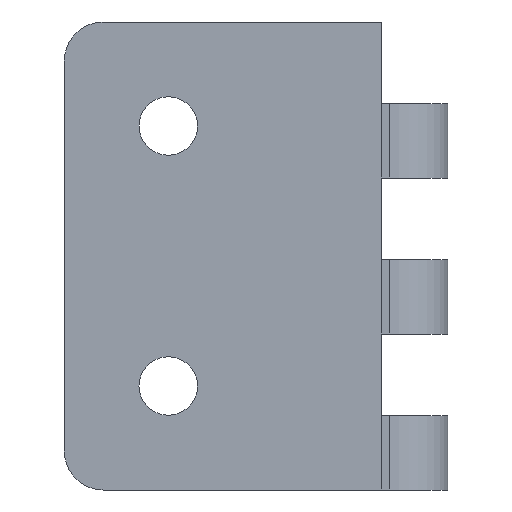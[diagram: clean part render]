
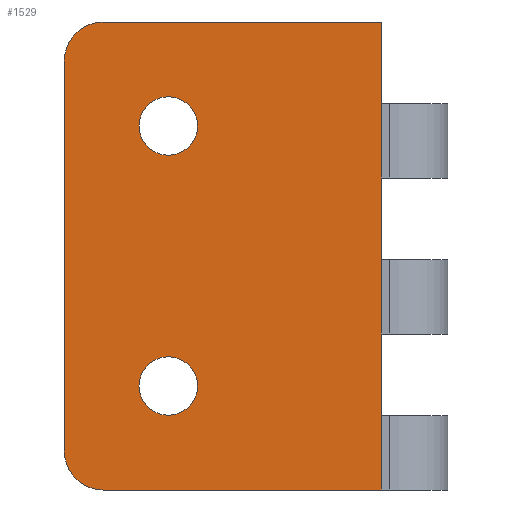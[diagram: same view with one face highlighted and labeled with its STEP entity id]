
A CAD part, front view. The second image highlights one B-rep face of the part: STEP entity #1529.
In plain terms, the highlighted planar face has unit normal (0, -1, 0).
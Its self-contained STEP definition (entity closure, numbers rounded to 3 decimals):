
#18 = DIRECTION ( 'NONE',  ( 0., 0., 1. ) ) ;
#21 = FACE_BOUND ( 'NONE', #1598, .T. ) ;
#30 = VERTEX_POINT ( 'NONE', #199 ) ;
#57 = DIRECTION ( 'NONE',  ( 0., -1., 0. ) ) ;
#70 = EDGE_LOOP ( 'NONE', ( #363, #302 ) ) ;
#105 = DIRECTION ( 'NONE',  ( 1., 0., 0. ) ) ;
#131 = CARTESIAN_POINT ( 'NONE',  ( 14.4, -4., -36. ) ) ;
#170 = ORIENTED_EDGE ( 'NONE', *, *, #1471, .F. ) ;
#196 = CARTESIAN_POINT ( 'NONE',  ( -2., -4., -8. ) ) ;
#199 = CARTESIAN_POINT ( 'NONE',  ( 14.4, -4., 0. ) ) ;
#204 = LINE ( 'NONE', #1567, #1323 ) ;
#244 = CARTESIAN_POINT ( 'NONE',  ( -2., -4., -30.25 ) ) ;
#259 = ORIENTED_EDGE ( 'NONE', *, *, #662, .T. ) ;
#287 = ORIENTED_EDGE ( 'NONE', *, *, #1431, .T. ) ;
#292 = DIRECTION ( 'NONE',  ( 1., 0., 0. ) ) ;
#302 = ORIENTED_EDGE ( 'NONE', *, *, #519, .T. ) ;
#335 = CIRCLE ( 'NONE', #1449, 2.25 ) ;
#345 = ORIENTED_EDGE ( 'NONE', *, *, #1350, .T. ) ;
#362 = CARTESIAN_POINT ( 'NONE',  ( -10., -4., -36. ) ) ;
#363 = ORIENTED_EDGE ( 'NONE', *, *, #806, .T. ) ;
#374 = DIRECTION ( 'NONE',  ( 0., -1., 0. ) ) ;
#402 = VERTEX_POINT ( 'NONE', #1375 ) ;
#404 = DIRECTION ( 'NONE',  ( 0., -1., 0. ) ) ;
#409 = FACE_OUTER_BOUND ( 'NONE', #776, .T. ) ;
#434 = CARTESIAN_POINT ( 'NONE',  ( -2., -4., -8. ) ) ;
#462 = AXIS2_PLACEMENT_3D ( 'NONE', #1149, #404, #292 ) ;
#479 = ORIENTED_EDGE ( 'NONE', *, *, #701, .T. ) ;
#491 = DIRECTION ( 'NONE',  ( 0., 0., 1. ) ) ;
#519 = EDGE_CURVE ( 'NONE', #1368, #801, #1065, .T. ) ;
#542 = CARTESIAN_POINT ( 'NONE',  ( -10., -4., -33. ) ) ;
#558 = VERTEX_POINT ( 'NONE', #1278 ) ;
#586 = LINE ( 'NONE', #1524, #1234 ) ;
#611 = DIRECTION ( 'NONE',  ( 0., 1., 0. ) ) ;
#640 = FACE_BOUND ( 'NONE', #70, .T. ) ;
#643 = CIRCLE ( 'NONE', #875, 3. ) ;
#662 = EDGE_CURVE ( 'NONE', #402, #1011, #204, .T. ) ;
#672 = PLANE ( 'NONE',  #793 ) ;
#701 = EDGE_CURVE ( 'NONE', #1525, #712, #335, .T. ) ;
#707 = CARTESIAN_POINT ( 'NONE',  ( -10., -4., -3. ) ) ;
#712 = VERTEX_POINT ( 'NONE', #1058 ) ;
#766 = VECTOR ( 'NONE', #862, 1000. ) ;
#776 = EDGE_LOOP ( 'NONE', ( #790, #287, #259, #345, #170, #1464 ) ) ;
#787 = ORIENTED_EDGE ( 'NONE', *, *, #1150, .T. ) ;
#788 = DIRECTION ( 'NONE',  ( 0., 0., 1. ) ) ;
#790 = ORIENTED_EDGE ( 'NONE', *, *, #843, .F. ) ;
#792 = CARTESIAN_POINT ( 'NONE',  ( -2., -4., -28. ) ) ;
#793 = AXIS2_PLACEMENT_3D ( 'NONE', #1178, #57, #1421 ) ;
#801 = VERTEX_POINT ( 'NONE', #1476 ) ;
#806 = EDGE_CURVE ( 'NONE', #801, #1368, #1148, .T. ) ;
#826 = EDGE_CURVE ( 'NONE', #558, #1107, #643, .T. ) ;
#843 = EDGE_CURVE ( 'NONE', #1522, #1107, #980, .T. ) ;
#846 = VECTOR ( 'NONE', #18, 1000. ) ;
#850 = CARTESIAN_POINT ( 'NONE',  ( -2., -4., -28. ) ) ;
#862 = DIRECTION ( 'NONE',  ( 0., 0., 1. ) ) ;
#875 = AXIS2_PLACEMENT_3D ( 'NONE', #1112, #374, #1597 ) ;
#903 = DIRECTION ( 'NONE',  ( 0., 1., 0. ) ) ;
#937 = DIRECTION ( 'NONE',  ( 0., 0., 1. ) ) ;
#980 = LINE ( 'NONE', #362, #766 ) ;
#998 = CIRCLE ( 'NONE', #1573, 2.25 ) ;
#1011 = VERTEX_POINT ( 'NONE', #1166 ) ;
#1048 = DIRECTION ( 'NONE',  ( 0., 1., 0. ) ) ;
#1058 = CARTESIAN_POINT ( 'NONE',  ( -2., -4., -10.25 ) ) ;
#1065 = CIRCLE ( 'NONE', #1414, 2.25 ) ;
#1107 = VERTEX_POINT ( 'NONE', #707 ) ;
#1112 = CARTESIAN_POINT ( 'NONE',  ( -7., -4., -3. ) ) ;
#1113 = AXIS2_PLACEMENT_3D ( 'NONE', #850, #611, #491 ) ;
#1131 = DIRECTION ( 'NONE',  ( 1., 0., 0. ) ) ;
#1148 = CIRCLE ( 'NONE', #1113, 2.25 ) ;
#1149 = CARTESIAN_POINT ( 'NONE',  ( -7., -4., -33. ) ) ;
#1150 = EDGE_CURVE ( 'NONE', #712, #1525, #998, .T. ) ;
#1166 = CARTESIAN_POINT ( 'NONE',  ( 14.4, -4., -36. ) ) ;
#1178 = CARTESIAN_POINT ( 'NONE',  ( -10., -4., -36. ) ) ;
#1186 = DIRECTION ( 'NONE',  ( 0., 0., 1. ) ) ;
#1216 = CIRCLE ( 'NONE', #462, 3. ) ;
#1234 = VECTOR ( 'NONE', #1131, 1000. ) ;
#1278 = CARTESIAN_POINT ( 'NONE',  ( -7., -4., 0. ) ) ;
#1323 = VECTOR ( 'NONE', #105, 1000. ) ;
#1350 = EDGE_CURVE ( 'NONE', #1011, #30, #1512, .T. ) ;
#1368 = VERTEX_POINT ( 'NONE', #244 ) ;
#1375 = CARTESIAN_POINT ( 'NONE',  ( -7., -4., -36. ) ) ;
#1412 = CARTESIAN_POINT ( 'NONE',  ( -2., -4., -5.75 ) ) ;
#1414 = AXIS2_PLACEMENT_3D ( 'NONE', #792, #903, #788 ) ;
#1421 = DIRECTION ( 'NONE',  ( 1., 0., 0. ) ) ;
#1431 = EDGE_CURVE ( 'NONE', #1522, #402, #1216, .T. ) ;
#1435 = DIRECTION ( 'NONE',  ( 0., 1., 0. ) ) ;
#1449 = AXIS2_PLACEMENT_3D ( 'NONE', #434, #1048, #1186 ) ;
#1464 = ORIENTED_EDGE ( 'NONE', *, *, #826, .T. ) ;
#1471 = EDGE_CURVE ( 'NONE', #558, #30, #586, .T. ) ;
#1476 = CARTESIAN_POINT ( 'NONE',  ( -2., -4., -25.75 ) ) ;
#1512 = LINE ( 'NONE', #131, #846 ) ;
#1522 = VERTEX_POINT ( 'NONE', #542 ) ;
#1524 = CARTESIAN_POINT ( 'NONE',  ( -10., -4., 0. ) ) ;
#1525 = VERTEX_POINT ( 'NONE', #1412 ) ;
#1529 = ADVANCED_FACE ( 'NONE', ( #21, #640, #409 ), #672, .T. ) ;
#1567 = CARTESIAN_POINT ( 'NONE',  ( -10., -4., -36. ) ) ;
#1573 = AXIS2_PLACEMENT_3D ( 'NONE', #196, #1435, #937 ) ;
#1597 = DIRECTION ( 'NONE',  ( 1., 0., 0. ) ) ;
#1598 = EDGE_LOOP ( 'NONE', ( #479, #787 ) ) ;
